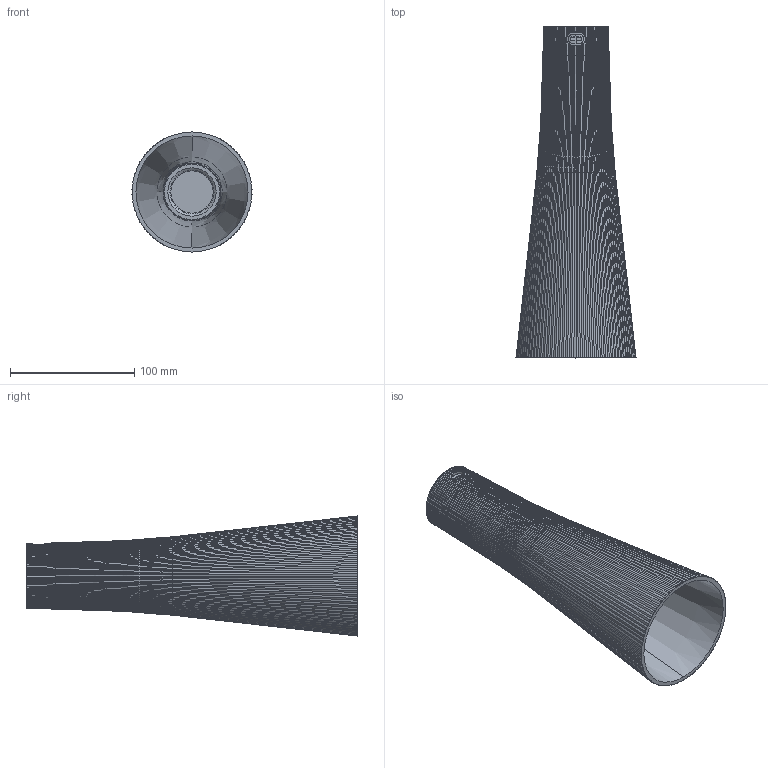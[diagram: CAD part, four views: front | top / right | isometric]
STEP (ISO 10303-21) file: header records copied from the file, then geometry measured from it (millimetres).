
FILE_DESCRIPTION (( 'STEP AP214' ), '1' );
FILE_NAME ('Candel Assy, Share, 033121.STEP', '2021-03-31T23:24:21', ( '' ), ( '' ), 'SwSTEP 2.0', 'SolidWorks 2019', '' );
FILE_SCHEMA (( 'AUTOMOTIVE_DESIGN' ));
Length unit declared in the file: inch
Products named in the file (13): Candel, Bottom Assembly-LI04.step; Candel, Light Module, Mule01-LI04.step; Candel, Light Top Cover01-LI04.step; 674-AX08 M2.5 X 5 self-tapping screw.step; o-rings series a gb_GB-T 3452.1 42.5x1.8-A.step; Pablo Designs Candel, Cone Draft Update 011121; Candel-Share, Module_Share Version; Candel, Light Module, Giraffa Subassembly-LI04.step; Candel, Light Module, Assembly-LI04.step; GRF-0205 Giraffa Lens-LI04.step; Candel, Top Assembly-LI04.step; Candel-LI04 20201027.step; Candel Assy, Share, 033121
Assembly tree (11 placements, depth 7):
  674-AX08 M2.5 X 5 self-tapping screw.step
  Candel Assy, Share, 033121
    Pablo Designs Candel, Cone Draft Update 011121
    Candel-Share, Module_Share Version
      Candel-LI04 20201027.step
        Candel, Light Module, Assembly-LI04.step
          Candel, Top Assembly-LI04.step
            Candel, Light Top Cover01-LI04.step
          Candel, Bottom Assembly-LI04.step
            Candel, Light Module, Giraffa Subassembly-LI04.step
              GRF-0205 Giraffa Lens-LI04.step
          Candel, Light Module, Mule01-LI04.step
          o-rings series a gb_GB-T 3452.1 42.5x1.8-A.step
Bounding box: 96.46 x 266.7 x 96.52 mm (x, y, z)
Volume: 199139.6 mm3; surface area: 149265.5 mm2
Topology: 5 solids, 5 shells, 730 faces, 1732 edges, 1013 vertices
Faces by surface type: bspline 612, cylinder 53, plane 34, cone 22, torus 9
Entity records: 41224 total; most frequent: CARTESIAN_POINT 28693, ORIENTED_EDGE 3464, EDGE_CURVE 1732, B_SPLINE_CURVE_WITH_KNOTS 1339, VERTEX_POINT 1013, DIRECTION 808, EDGE_LOOP 743, ADVANCED_FACE 730
